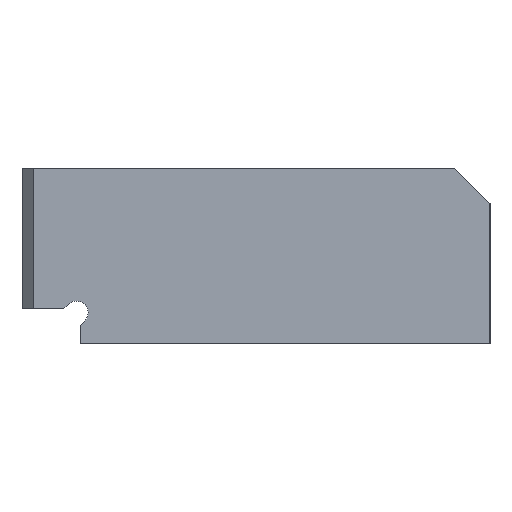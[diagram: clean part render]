
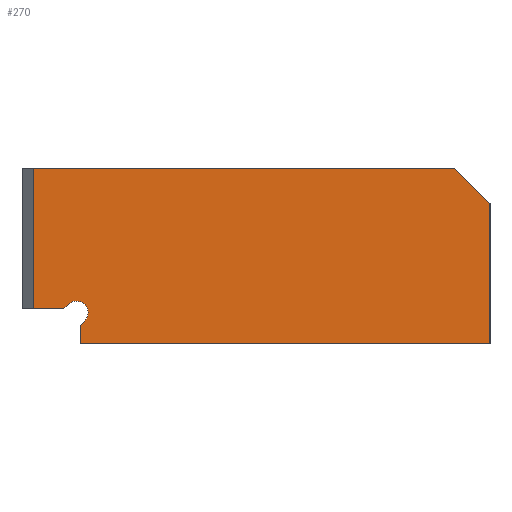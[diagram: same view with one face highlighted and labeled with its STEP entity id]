
A CAD part, left-side view. The second image highlights one B-rep face of the part: STEP entity #270.
In plain terms, the highlighted planar face has unit normal (-1, 0, 0).
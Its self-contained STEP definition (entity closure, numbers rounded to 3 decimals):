
#4 = CARTESIAN_POINT ( 'NONE',  ( -62.5, 35.354, -12.354 ) ) ;
#8 = VERTEX_POINT ( 'NONE', #140 ) ;
#15 = VECTOR ( 'NONE', #273, 1000. ) ;
#23 = VECTOR ( 'NONE', #129, 1000. ) ;
#26 = VERTEX_POINT ( 'NONE', #597 ) ;
#34 = VERTEX_POINT ( 'NONE', #501 ) ;
#39 = EDGE_CURVE ( 'NONE', #607, #8, #252, .T. ) ;
#46 = DIRECTION ( 'NONE',  ( 0., 0., -1. ) ) ;
#59 = DIRECTION ( 'NONE',  ( 0., 0., 1. ) ) ;
#75 = ORIENTED_EDGE ( 'NONE', *, *, #523, .F. ) ;
#76 = VERTEX_POINT ( 'NONE', #548 ) ;
#82 = VERTEX_POINT ( 'NONE', #304 ) ;
#85 = EDGE_CURVE ( 'NONE', #26, #421, #143, .T. ) ;
#87 = ORIENTED_EDGE ( 'NONE', *, *, #491, .F. ) ;
#108 = CIRCLE ( 'NONE', #223, 1. ) ;
#109 = ORIENTED_EDGE ( 'NONE', *, *, #85, .T. ) ;
#118 = EDGE_CURVE ( 'NONE', #34, #421, #243, .T. ) ;
#121 = CARTESIAN_POINT ( 'NONE',  ( -62.5, 36.061, -11.646 ) ) ;
#124 = CARTESIAN_POINT ( 'NONE',  ( -62.5, 39., -12.354 ) ) ;
#129 = DIRECTION ( 'NONE',  ( 0., 1., 0. ) ) ;
#131 = CARTESIAN_POINT ( 'NONE',  ( -62.5, 35.354, -15. ) ) ;
#140 = CARTESIAN_POINT ( 'NONE',  ( -62.5, 35., -15. ) ) ;
#142 = LINE ( 'NONE', #131, #23 ) ;
#143 = LINE ( 'NONE', #245, #418 ) ;
#151 = VECTOR ( 'NONE', #342, 1000. ) ;
#160 = DIRECTION ( 'NONE',  ( 0., 0., -1. ) ) ;
#163 = DIRECTION ( 'NONE',  ( 0., 1., 0. ) ) ;
#171 = ORIENTED_EDGE ( 'NONE', *, *, #39, .T. ) ;
#175 = ORIENTED_EDGE ( 'NONE', *, *, #638, .F. ) ;
#199 = DIRECTION ( 'NONE',  ( -1., 0., 0. ) ) ;
#201 = VERTEX_POINT ( 'NONE', #517 ) ;
#209 = VECTOR ( 'NONE', #163, 1000. ) ;
#210 = VERTEX_POINT ( 'NONE', #268 ) ;
#215 = CARTESIAN_POINT ( 'NONE',  ( -62.5, 35.354, -12. ) ) ;
#217 = EDGE_CURVE ( 'NONE', #389, #82, #488, .T. ) ;
#223 = AXIS2_PLACEMENT_3D ( 'NONE', #558, #199, #353 ) ;
#224 = DIRECTION ( 'NONE',  ( 0., -0.707, -0.707 ) ) ;
#243 = CIRCLE ( 'NONE', #573, 1. ) ;
#245 = CARTESIAN_POINT ( 'NONE',  ( -62.5, 36.414, -12. ) ) ;
#250 = VECTOR ( 'NONE', #288, 1000. ) ;
#252 = LINE ( 'NONE', #602, #323 ) ;
#268 = CARTESIAN_POINT ( 'NONE',  ( -62.5, 0., -3. ) ) ;
#270 = ADVANCED_FACE ( 'NONE', ( #606 ), #324, .F. ) ;
#273 = DIRECTION ( 'NONE',  ( 0., 1., 0. ) ) ;
#288 = DIRECTION ( 'NONE',  ( 0., 0.707, -0.707 ) ) ;
#294 = CARTESIAN_POINT ( 'NONE',  ( -62.5, 0., -12.354 ) ) ;
#297 = DIRECTION ( 'NONE',  ( 0., -0.707, 0.707 ) ) ;
#304 = CARTESIAN_POINT ( 'NONE',  ( -62.5, 39., 0. ) ) ;
#315 = LINE ( 'NONE', #526, #432 ) ;
#321 = EDGE_CURVE ( 'NONE', #26, #364, #614, .T. ) ;
#323 = VECTOR ( 'NONE', #46, 1000. ) ;
#324 = PLANE ( 'NONE',  #530 ) ;
#325 = ORIENTED_EDGE ( 'NONE', *, *, #600, .T. ) ;
#340 = DIRECTION ( 'NONE',  ( 0., 0., 1. ) ) ;
#342 = DIRECTION ( 'NONE',  ( 0., 0., -1. ) ) ;
#353 = DIRECTION ( 'NONE',  ( 0., 0., 1. ) ) ;
#358 = EDGE_LOOP ( 'NONE', ( #521, #399, #427, #385, #109, #575, #175, #325, #171, #75, #87 ) ) ;
#364 = VERTEX_POINT ( 'NONE', #378 ) ;
#368 = LINE ( 'NONE', #124, #457 ) ;
#378 = CARTESIAN_POINT ( 'NONE',  ( -62.5, 39., -12. ) ) ;
#385 = ORIENTED_EDGE ( 'NONE', *, *, #321, .F. ) ;
#389 = VERTEX_POINT ( 'NONE', #485 ) ;
#399 = ORIENTED_EDGE ( 'NONE', *, *, #217, .T. ) ;
#401 = EDGE_CURVE ( 'NONE', #389, #210, #315, .T. ) ;
#418 = VECTOR ( 'NONE', #297, 1000. ) ;
#421 = VERTEX_POINT ( 'NONE', #121 ) ;
#427 = ORIENTED_EDGE ( 'NONE', *, *, #612, .F. ) ;
#432 = VECTOR ( 'NONE', #224, 1000. ) ;
#457 = VECTOR ( 'NONE', #340, 1000. ) ;
#472 = DIRECTION ( 'NONE',  ( 1., 0., 0. ) ) ;
#485 = CARTESIAN_POINT ( 'NONE',  ( -62.5, 3., 0. ) ) ;
#488 = LINE ( 'NONE', #574, #15 ) ;
#491 = EDGE_CURVE ( 'NONE', #210, #76, #512, .T. ) ;
#501 = CARTESIAN_POINT ( 'NONE',  ( -62.5, 35.354, -11.354 ) ) ;
#509 = LINE ( 'NONE', #543, #250 ) ;
#511 = DIRECTION ( 'NONE',  ( -1., 0., 0. ) ) ;
#512 = LINE ( 'NONE', #294, #151 ) ;
#517 = CARTESIAN_POINT ( 'NONE',  ( -62.5, 34.646, -13.061 ) ) ;
#521 = ORIENTED_EDGE ( 'NONE', *, *, #401, .F. ) ;
#523 = EDGE_CURVE ( 'NONE', #76, #8, #142, .T. ) ;
#526 = CARTESIAN_POINT ( 'NONE',  ( -62.5, 3., 0. ) ) ;
#530 = AXIS2_PLACEMENT_3D ( 'NONE', #619, #472, #160 ) ;
#540 = CARTESIAN_POINT ( 'NONE',  ( -62.5, 35., -13.414 ) ) ;
#543 = CARTESIAN_POINT ( 'NONE',  ( -62.5, 34.646, -13.061 ) ) ;
#548 = CARTESIAN_POINT ( 'NONE',  ( -62.5, 0., -15. ) ) ;
#558 = CARTESIAN_POINT ( 'NONE',  ( -62.5, 35.354, -12.354 ) ) ;
#573 = AXIS2_PLACEMENT_3D ( 'NONE', #4, #511, #59 ) ;
#574 = CARTESIAN_POINT ( 'NONE',  ( -62.5, 40., 0. ) ) ;
#575 = ORIENTED_EDGE ( 'NONE', *, *, #118, .F. ) ;
#597 = CARTESIAN_POINT ( 'NONE',  ( -62.5, 36.414, -12. ) ) ;
#600 = EDGE_CURVE ( 'NONE', #201, #607, #509, .T. ) ;
#602 = CARTESIAN_POINT ( 'NONE',  ( -62.5, 35., -15. ) ) ;
#606 = FACE_OUTER_BOUND ( 'NONE', #358, .T. ) ;
#607 = VERTEX_POINT ( 'NONE', #540 ) ;
#612 = EDGE_CURVE ( 'NONE', #364, #82, #368, .T. ) ;
#614 = LINE ( 'NONE', #215, #209 ) ;
#619 = CARTESIAN_POINT ( 'NONE',  ( -62.5, 35.354, -12.354 ) ) ;
#638 = EDGE_CURVE ( 'NONE', #201, #34, #108, .T. ) ;
